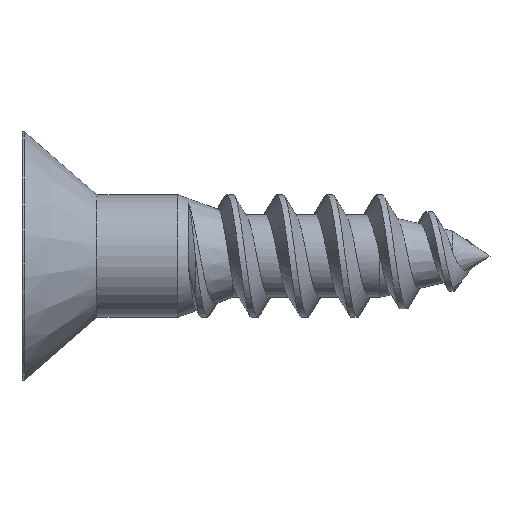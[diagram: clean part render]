
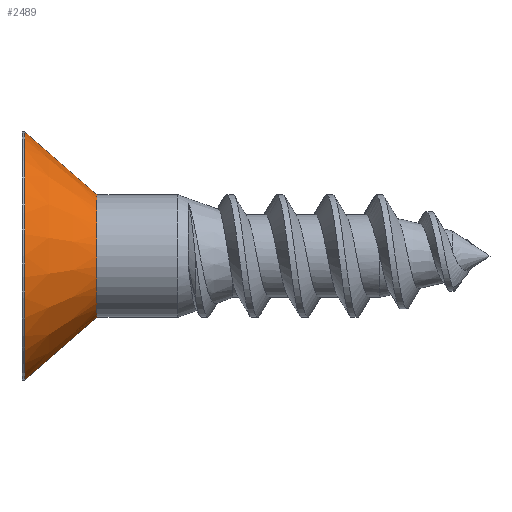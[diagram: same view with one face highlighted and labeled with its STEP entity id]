
A CAD part, top view. The second image highlights one B-rep face of the part: STEP entity #2489.
In plain terms, the highlighted conical face has half-angle 41 degrees and reference radius 2.083 mm.
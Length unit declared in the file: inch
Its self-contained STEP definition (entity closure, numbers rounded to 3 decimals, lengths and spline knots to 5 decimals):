
#187 = EDGE_LOOP ( 'NONE', ( #356, #2096, #1947, #1642 ) ) ;
#210 = DIRECTION ( 'NONE',  ( -1., 0., 0. ) ) ;
#349 = VERTEX_POINT ( 'NONE', #1404 ) ;
#356 = ORIENTED_EDGE ( 'NONE', *, *, #2064, .T. ) ;
#360 = CARTESIAN_POINT ( 'NONE',  ( -0.30913, -0.166, 0. ) ) ;
#484 = DIRECTION ( 'NONE',  ( -0.755, 0.656, 0. ) ) ;
#558 = EDGE_CURVE ( 'NONE', #2315, #714, #1018, .T. ) ;
#714 = VERTEX_POINT ( 'NONE', #360 ) ;
#723 = DIRECTION ( 'NONE',  ( -1., 0., 0. ) ) ;
#740 = DIRECTION ( 'NONE',  ( 0., -1., 0. ) ) ;
#1001 = DIRECTION ( 'NONE',  ( 0., -1., 0. ) ) ;
#1018 = LINE ( 'NONE', #2679, #1059 ) ;
#1059 = VECTOR ( 'NONE', #2166, 39.37008 ) ;
#1263 = DIRECTION ( 'NONE',  ( 0., -1., 0. ) ) ;
#1265 = CONICAL_SURFACE ( 'NONE', #2404, 0.082, 0.716 ) ;
#1404 = CARTESIAN_POINT ( 'NONE',  ( -0.2125, 0.082, 0. ) ) ;
#1642 = ORIENTED_EDGE ( 'NONE', *, *, #558, .F. ) ;
#1797 = VERTEX_POINT ( 'NONE', #3390 ) ;
#1799 = CARTESIAN_POINT ( 'NONE',  ( -0.30913, 0., 0. ) ) ;
#1853 = CIRCLE ( 'NONE', #2587, 0.082 ) ;
#1947 = ORIENTED_EDGE ( 'NONE', *, *, #2208, .F. ) ;
#2064 = EDGE_CURVE ( 'NONE', #2315, #349, #1853, .T. ) ;
#2096 = ORIENTED_EDGE ( 'NONE', *, *, #2133, .T. ) ;
#2133 = EDGE_CURVE ( 'NONE', #349, #1797, #3064, .T. ) ;
#2166 = DIRECTION ( 'NONE',  ( -0.755, -0.656, 0. ) ) ;
#2182 = FACE_OUTER_BOUND ( 'NONE', #187, .T. ) ;
#2208 = EDGE_CURVE ( 'NONE', #714, #1797, #2534, .T. ) ;
#2315 = VERTEX_POINT ( 'NONE', #3032 ) ;
#2404 = AXIS2_PLACEMENT_3D ( 'NONE', #3408, #210, #1001 ) ;
#2489 = ADVANCED_FACE ( 'NONE', ( #2182 ), #1265, .T. ) ;
#2534 = CIRCLE ( 'NONE', #3449, 0.166 ) ;
#2587 = AXIS2_PLACEMENT_3D ( 'NONE', #3365, #723, #1263 ) ;
#2679 = CARTESIAN_POINT ( 'NONE',  ( -0.2125, -0.082, 0. ) ) ;
#2882 = DIRECTION ( 'NONE',  ( -1., 0., 0. ) ) ;
#3032 = CARTESIAN_POINT ( 'NONE',  ( -0.2125, -0.082, 0. ) ) ;
#3064 = LINE ( 'NONE', #3129, #3130 ) ;
#3129 = CARTESIAN_POINT ( 'NONE',  ( -0.2125, 0.082, 0. ) ) ;
#3130 = VECTOR ( 'NONE', #484, 39.37008 ) ;
#3365 = CARTESIAN_POINT ( 'NONE',  ( -0.2125, 0., 0. ) ) ;
#3390 = CARTESIAN_POINT ( 'NONE',  ( -0.30913, 0.166, 0. ) ) ;
#3408 = CARTESIAN_POINT ( 'NONE',  ( -0.2125, 0., 0. ) ) ;
#3449 = AXIS2_PLACEMENT_3D ( 'NONE', #1799, #2882, #740 ) ;
